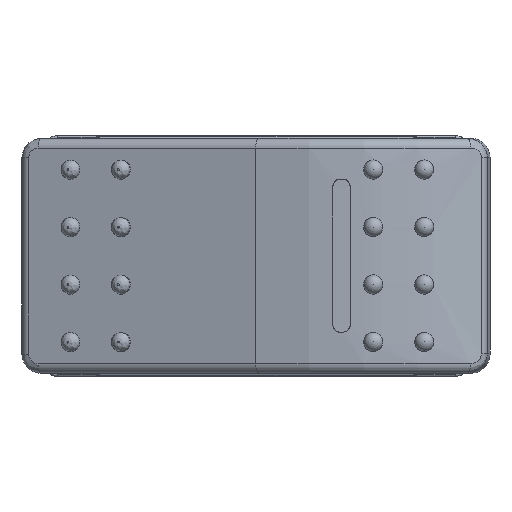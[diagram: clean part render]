
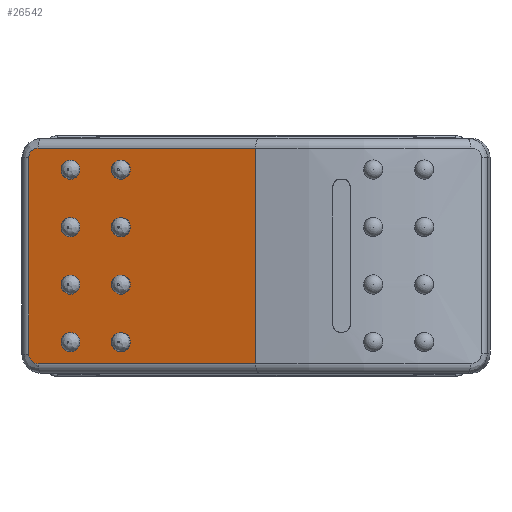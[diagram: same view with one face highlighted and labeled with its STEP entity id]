
A CAD part, top view. The second image highlights one B-rep face of the part: STEP entity #26542.
In plain terms, the highlighted planar face has unit normal (-0.294, 0, 0.956).
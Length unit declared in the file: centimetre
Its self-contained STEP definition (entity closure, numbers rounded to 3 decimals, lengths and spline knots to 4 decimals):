
#401=FACE_BOUND('',#8527,.T.);
#402=FACE_BOUND('',#8528,.T.);
#403=FACE_BOUND('',#8529,.T.);
#404=FACE_BOUND('',#8530,.T.);
#405=FACE_BOUND('',#8531,.T.);
#406=FACE_BOUND('',#8532,.T.);
#407=FACE_BOUND('',#8533,.T.);
#408=FACE_BOUND('',#8534,.T.);
#534=ELLIPSE('',#28129,0.101,0.1);
#537=ELLIPSE('',#28137,0.101,0.1);
#804=LINE('',#37926,#3467);
#836=LINE('',#38523,#3499);
#838=LINE('',#38559,#3501);
#839=LINE('',#38561,#3502);
#3467=VECTOR('',#30098,1.);
#3499=VECTOR('',#30316,1.);
#3501=VECTOR('',#30330,1.);
#3502=VECTOR('',#30333,1.);
#6116=PLANE('',#28166);
#7008=FACE_OUTER_BOUND('',#8526,.T.);
#8526=EDGE_LOOP('',(#18458,#18459,#18460,#18461,#18462,#18463));
#8527=EDGE_LOOP('',(#18464));
#8528=EDGE_LOOP('',(#18465));
#8529=EDGE_LOOP('',(#18466));
#8530=EDGE_LOOP('',(#18467));
#8531=EDGE_LOOP('',(#18468));
#8532=EDGE_LOOP('',(#18469));
#8533=EDGE_LOOP('',(#18470));
#8534=EDGE_LOOP('',(#18471));
#10114=CIRCLE('',#28051,0.1);
#10119=CIRCLE('',#28058,0.1);
#10124=CIRCLE('',#28065,0.1);
#10129=CIRCLE('',#28072,0.1);
#10134=CIRCLE('',#28079,0.1);
#10139=CIRCLE('',#28086,0.1);
#10144=CIRCLE('',#28093,0.1);
#10149=CIRCLE('',#28100,0.1);
#11358=VERTEX_POINT('',#37923);
#11359=VERTEX_POINT('',#37925);
#11371=VERTEX_POINT('',#38070);
#11375=VERTEX_POINT('',#38109);
#11379=VERTEX_POINT('',#38148);
#11383=VERTEX_POINT('',#38187);
#11387=VERTEX_POINT('',#38226);
#11391=VERTEX_POINT('',#38265);
#11395=VERTEX_POINT('',#38304);
#11399=VERTEX_POINT('',#38343);
#11422=VERTEX_POINT('',#38513);
#11423=VERTEX_POINT('',#38515);
#11425=VERTEX_POINT('',#38549);
#11427=VERTEX_POINT('',#38553);
#14046=EDGE_CURVE('',#11358,#11359,#804,.T.);
#14061=EDGE_CURVE('',#11371,#11371,#10114,.T.);
#14067=EDGE_CURVE('',#11375,#11375,#10119,.T.);
#14073=EDGE_CURVE('',#11379,#11379,#10124,.T.);
#14079=EDGE_CURVE('',#11383,#11383,#10129,.T.);
#14085=EDGE_CURVE('',#11387,#11387,#10134,.T.);
#14091=EDGE_CURVE('',#11391,#11391,#10139,.T.);
#14097=EDGE_CURVE('',#11395,#11395,#10144,.T.);
#14103=EDGE_CURVE('',#11399,#11399,#10149,.T.);
#14144=EDGE_CURVE('',#11422,#11423,#534,.T.);
#14148=EDGE_CURVE('',#11359,#11422,#836,.T.);
#14152=EDGE_CURVE('',#11427,#11425,#537,.T.);
#14154=EDGE_CURVE('',#11425,#11358,#838,.T.);
#14155=EDGE_CURVE('',#11423,#11427,#839,.T.);
#18458=ORIENTED_EDGE('',*,*,#14144,.F.);
#18459=ORIENTED_EDGE('',*,*,#14148,.F.);
#18460=ORIENTED_EDGE('',*,*,#14046,.F.);
#18461=ORIENTED_EDGE('',*,*,#14154,.F.);
#18462=ORIENTED_EDGE('',*,*,#14152,.F.);
#18463=ORIENTED_EDGE('',*,*,#14155,.F.);
#18464=ORIENTED_EDGE('',*,*,#14085,.T.);
#18465=ORIENTED_EDGE('',*,*,#14073,.T.);
#18466=ORIENTED_EDGE('',*,*,#14067,.T.);
#18467=ORIENTED_EDGE('',*,*,#14061,.T.);
#18468=ORIENTED_EDGE('',*,*,#14103,.T.);
#18469=ORIENTED_EDGE('',*,*,#14097,.T.);
#18470=ORIENTED_EDGE('',*,*,#14079,.T.);
#18471=ORIENTED_EDGE('',*,*,#14091,.T.);
#26542=ADVANCED_FACE('',(#7008,#401,#402,#403,#404,#405,#406,#407,#408),
#6116,.T.);
#28051=AXIS2_PLACEMENT_3D('',#38072,#30121,#30122);
#28058=AXIS2_PLACEMENT_3D('',#38111,#30136,#30137);
#28065=AXIS2_PLACEMENT_3D('',#38150,#30151,#30152);
#28072=AXIS2_PLACEMENT_3D('',#38189,#30166,#30167);
#28079=AXIS2_PLACEMENT_3D('',#38228,#30181,#30182);
#28086=AXIS2_PLACEMENT_3D('',#38267,#30196,#30197);
#28093=AXIS2_PLACEMENT_3D('',#38306,#30211,#30212);
#28100=AXIS2_PLACEMENT_3D('',#38345,#30226,#30227);
#28129=AXIS2_PLACEMENT_3D('',#38516,#30305,#30306);
#28137=AXIS2_PLACEMENT_3D('',#38555,#30323,#30324);
#28166=AXIS2_PLACEMENT_3D('',#38612,#30399,#30400);
#30098=DIRECTION('',(0.,-1.,0.));
#30121=DIRECTION('center_axis',(0.295,0.,
-0.956));
#30122=DIRECTION('ref_axis',(-0.956,0.,-0.295));
#30136=DIRECTION('center_axis',(0.295,0.,
-0.956));
#30137=DIRECTION('ref_axis',(-0.956,0.,-0.295));
#30151=DIRECTION('center_axis',(0.295,0.,
-0.956));
#30152=DIRECTION('ref_axis',(-0.956,0.,-0.295));
#30166=DIRECTION('center_axis',(0.295,0.,
-0.956));
#30167=DIRECTION('ref_axis',(-0.956,0.,-0.295));
#30181=DIRECTION('center_axis',(0.295,0.,
-0.956));
#30182=DIRECTION('ref_axis',(-0.956,0.,-0.295));
#30196=DIRECTION('center_axis',(0.295,0.,
-0.956));
#30197=DIRECTION('ref_axis',(-0.956,0.,-0.295));
#30211=DIRECTION('center_axis',(0.295,0.,
-0.956));
#30212=DIRECTION('ref_axis',(-0.956,0.,-0.295));
#30226=DIRECTION('center_axis',(0.295,0.,
-0.956));
#30227=DIRECTION('ref_axis',(-0.956,0.,-0.295));
#30305=DIRECTION('center_axis',(0.295,0.,
-0.956));
#30306=DIRECTION('ref_axis',(-0.956,0.,-0.295));
#30316=DIRECTION('',(-0.956,0.,-0.295));
#30323=DIRECTION('center_axis',(0.295,0.,
-0.956));
#30324=DIRECTION('ref_axis',(-0.956,0.,-0.295));
#30330=DIRECTION('',(0.956,0.,0.295));
#30333=DIRECTION('',(0.,1.,0.));
#30399=DIRECTION('center_axis',(-0.295,0.,
0.956));
#30400=DIRECTION('ref_axis',(0.,-1.,0.));
#37923=CARTESIAN_POINT('',(-0.0082,1.125,4.1794));
#37925=CARTESIAN_POINT('',(-0.0082,-1.125,4.1794));
#37926=CARTESIAN_POINT('',(-0.0082,0.,4.1794));
#38070=CARTESIAN_POINT('',(-1.8429,0.9,3.6139));
#38072=CARTESIAN_POINT('Origin',(-1.9385,0.9,3.5844));
#38109=CARTESIAN_POINT('',(-1.3173,0.9,3.7759));
#38111=CARTESIAN_POINT('Origin',(-1.4129,0.9,3.7464));
#38148=CARTESIAN_POINT('',(-1.3173,0.3,3.7759));
#38150=CARTESIAN_POINT('Origin',(-1.4129,0.3,3.7464));
#38187=CARTESIAN_POINT('',(-1.3173,-0.3,3.7759));
#38189=CARTESIAN_POINT('Origin',(-1.4129,-0.3,3.7464));
#38226=CARTESIAN_POINT('',(-1.3173,-0.9,3.7759));
#38228=CARTESIAN_POINT('Origin',(-1.4129,-0.9,3.7464));
#38265=CARTESIAN_POINT('',(-1.8429,-0.9,3.6139));
#38267=CARTESIAN_POINT('Origin',(-1.9385,-0.9,3.5844));
#38304=CARTESIAN_POINT('',(-1.8429,-0.3,3.6139));
#38306=CARTESIAN_POINT('Origin',(-1.9385,-0.3,3.5844));
#38343=CARTESIAN_POINT('',(-1.8429,0.3,3.6139));
#38345=CARTESIAN_POINT('Origin',(-1.9385,0.3,3.5844));
#38513=CARTESIAN_POINT('',(-2.2811,-1.125,3.4788));
#38515=CARTESIAN_POINT('',(-2.3776,-1.025,3.4491));
#38516=CARTESIAN_POINT('Origin',(-2.2811,-1.025,3.4788));
#38523=CARTESIAN_POINT('',(-1.3212,-1.125,3.7747));
#38549=CARTESIAN_POINT('',(-2.2811,1.125,3.4788));
#38553=CARTESIAN_POINT('',(-2.3776,1.025,3.4491));
#38555=CARTESIAN_POINT('Origin',(-2.2811,1.025,3.4788));
#38559=CARTESIAN_POINT('',(-1.3212,1.125,3.7747));
#38561=CARTESIAN_POINT('',(-2.3776,0.,3.4491));
#38612=CARTESIAN_POINT('Origin',(-2.4605,0.,
3.4235));
